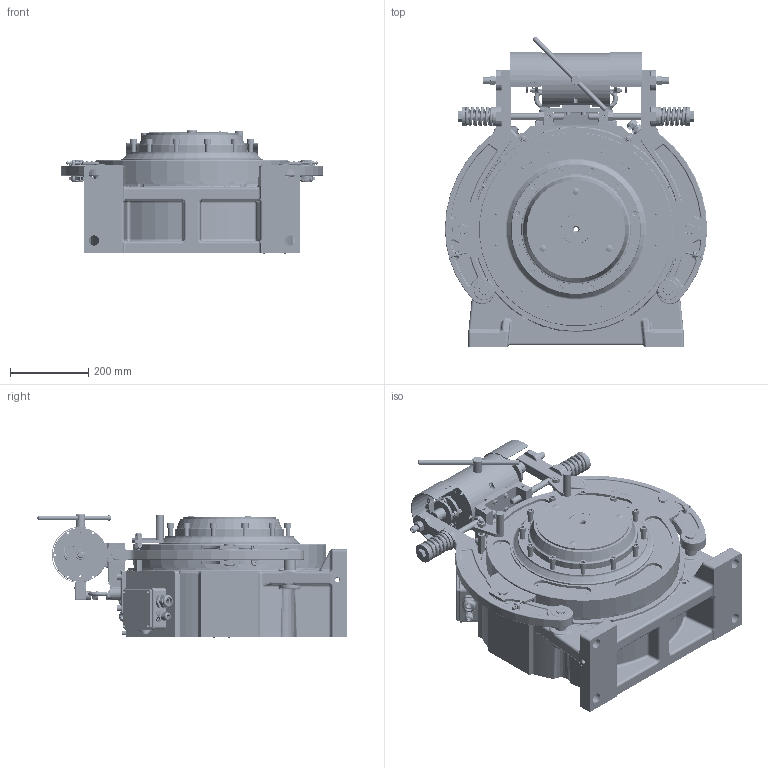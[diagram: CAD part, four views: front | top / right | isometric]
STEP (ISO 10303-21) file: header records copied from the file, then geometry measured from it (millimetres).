
FILE_DESCRIPTION (( 'STEP AP203' ), '1' );
FILE_NAME ('ll06-10_400.STEP', '2022-11-03T08:27:08', ( '' ), ( '' ), '', '', '' );
FILE_SCHEMA (( 'CONFIG_CONTROL_DESIGN' ));
Products named in the file (1): ll06-10_400
Bounding box: 669.8 x 790.6 x 316.1 mm (x, y, z)
Surface area: 2480529.4 mm2 (no closed solid volume)
Topology: 0 solids, 317 shells, 3013 faces, 9092 edges, 6235 vertices
Faces by surface type: cylinder 1031, plane 966, torus 377, cone 327, bspline 220, sphere 92
Entity records: 138700 total; most frequent: CARTESIAN_POINT 58568, DIRECTION 17602, ORIENTED_EDGE 14691, EDGE_CURVE 9050, AXIS2_PLACEMENT_3D 7186, VERTEX_POINT 6231, CIRCLE 4392, EDGE_LOOP 3520
